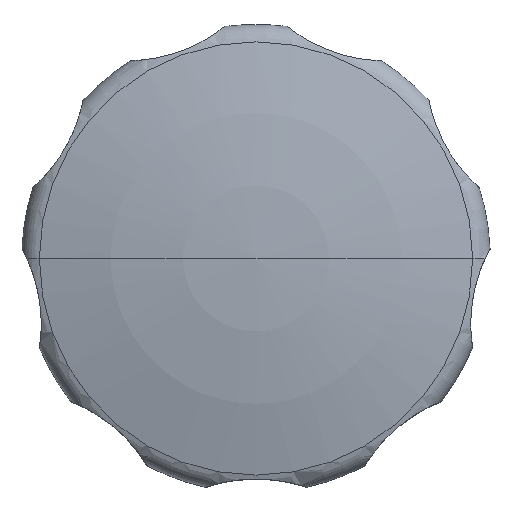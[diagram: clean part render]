
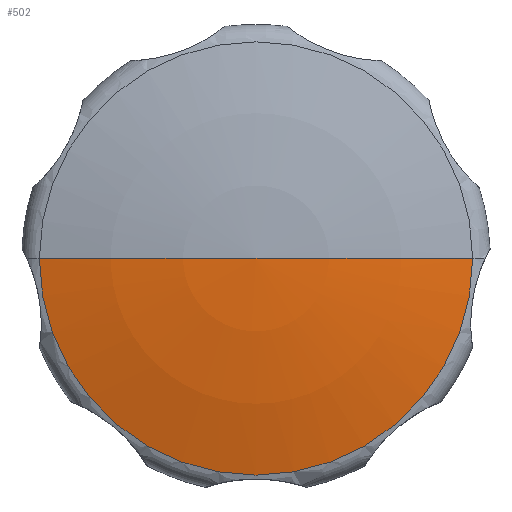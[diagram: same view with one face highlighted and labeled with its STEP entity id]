
A CAD part, top view. The second image highlights one B-rep face of the part: STEP entity #502.
In plain terms, the highlighted spherical face has radius 55.383 mm.
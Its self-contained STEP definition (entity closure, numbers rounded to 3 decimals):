
#502=ADVANCED_FACE('',(#932),#933,.T.);
#518=EDGE_CURVE('',#530,#586,#950,.T.);
#530=VERTEX_POINT('',#963);
#564=VERTEX_POINT('',#999);
#578=EDGE_CURVE('',#530,#564,#1014,.T.);
#586=VERTEX_POINT('',#1024);
#598=EDGE_CURVE('',#564,#586,#1037,.T.);
#932=FACE_OUTER_BOUND('',#1881,.T.);
#933=SPHERICAL_SURFACE('',#1882,55.383);
#950=CIRCLE('',#1933,13.876);
#963=CARTESIAN_POINT('',(-13.876,0.,31.234));
#999=CARTESIAN_POINT('',(0.,0.,33.0));
#1014=CIRCLE('',#2096,55.383);
#1024=CARTESIAN_POINT('',(13.876,0.,31.234));
#1037=CIRCLE('',#2177,55.383);
#1881=EDGE_LOOP('',(#2576,#2577,#2578));
#1882=AXIS2_PLACEMENT_3D('',#2579,#2580,#2581);
#1933=AXIS2_PLACEMENT_3D('',#2594,#2595,#2596);
#2096=AXIS2_PLACEMENT_3D('',#2647,#2648,#2649);
#2177=AXIS2_PLACEMENT_3D('',#2677,#2678,#2679);
#2576=ORIENTED_EDGE('',*,*,#578,.F.);
#2577=ORIENTED_EDGE('',*,*,#518,.T.);
#2578=ORIENTED_EDGE('',*,*,#598,.F.);
#2579=CARTESIAN_POINT('',(0.,0.,-22.383));
#2580=DIRECTION('',(0.,0.,1.0));
#2581=DIRECTION('',(-1.0,0.,0.0));
#2594=CARTESIAN_POINT('',(0.,0.,31.234));
#2595=DIRECTION('',(0.,0.,1.0));
#2596=DIRECTION('',(-1.0,0.,0.));
#2647=CARTESIAN_POINT('',(0.,0.,-22.383));
#2648=DIRECTION('',(0.,1.0,0.));
#2649=DIRECTION('',(0.0,0.,-1.0));
#2677=CARTESIAN_POINT('',(0.,0.,-22.383));
#2678=DIRECTION('',(0.,1.0,0.));
#2679=DIRECTION('',(0.0,0.,-1.0));
